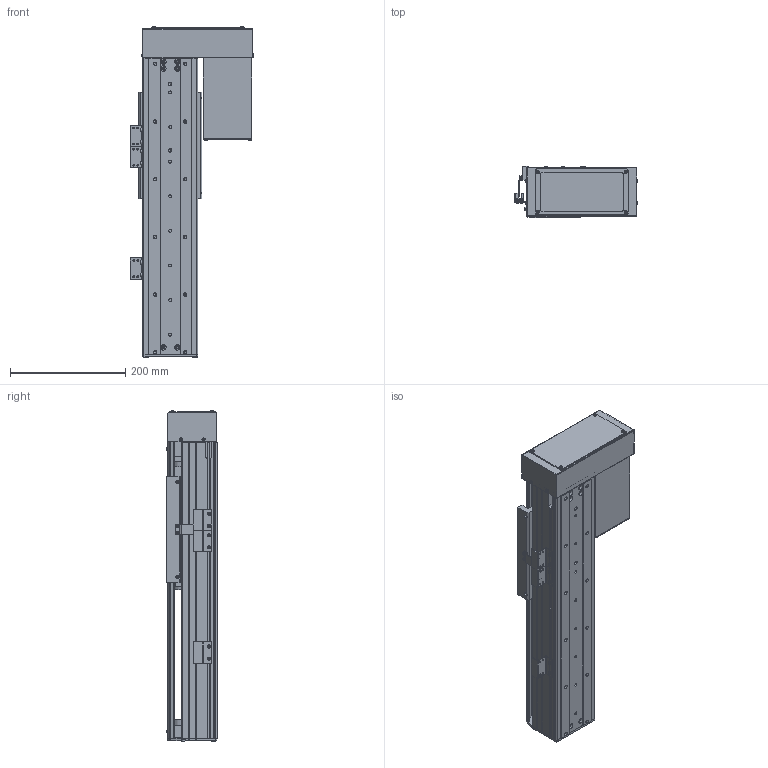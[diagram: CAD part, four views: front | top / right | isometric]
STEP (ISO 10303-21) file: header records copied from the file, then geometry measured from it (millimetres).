
FILE_DESCRIPTION (( 'STEP AP203' ), '1' );
FILE_NAME ('HT090-XX1-PR-200-XX-SL-OF.STEP', '2020-07-31T07:45:25', ( '彌營遵' ), ( '' ), 'SwSTEP 2.0', 'SolidWorks 2013', '' );
FILE_SCHEMA (( 'CONFIG_CONTROL_DESIGN' ));
Length unit declared in the file: millimetre
Products named in the file (31): EE-SX-674_ル遽; 唯衛璽(p); HR090滲唳CARRIER(偃摹)(x); SNESOR DOG HR095; socket head cap screw_ks_KS 1003 - M3 x 5 x 5-N; TENSION PLATE(p); HR090滲唳END COVER(x); spring lock washer_ks_KS 1324 - M3; MOTOR COVER(p); HRbearing cap(x); HR090_SENSOR DOG(ASSY); MOTOR COVER C(p); 煽溺滲唳b.h(堅薑)-1(p); HT090 BASE P-X蹴; socket head cap screw_ks_KS 1003 - M4 x 10 x 10-N; pan cross head_ks_KS 1023 PC- M3 x 5-N; HR0901(x)-200; HR0902(x); HT090-XX1-PR-200-XX-SL-OF; hg-kr23_; HR090滲唳upper cover-6(x)P-200; HR090ballnut(x); socket head cap screw_ks_KS 1003 - M3 x 10 x 10-N; FRONT PLATE ASSY(PR); FRONT PLATE(p)-1; HR090damper(x); SENSOR_2; HR奢辨 SENSOR BRK; F.P.C(p); HR090滲唳b.h(雖雖)-1(x); SENSOR_1
Assembly tree (62 placements, depth 3):
  HT090-XX1-PR-200-XX-SL-OF
    HT090 BASE P-X蹴
    HR0902(x)  x2
    HR090ballnut(x)
    HR090damper(x)  x2
    HR090滲唳b.h(雖雖)-1(x)
    HR090滲唳CARRIER(偃摹)(x)
    HR090滲唳END COVER(x)
    HRbearing cap(x)
    煽溺滲唳b.h(堅薑)-1(p)
    HR0901(x)-200
    HR090滲唳upper cover-6(x)P-200
    FRONT PLATE ASSY(PR)
      FRONT PLATE(p)-1
      F.P.C(p)
      唯衛璽(p)
      TENSION PLATE(p)
      MOTOR COVER(p)
      MOTOR COVER C(p)
      pan cross head_ks_KS 1023 PC- M3 x 5-N  x12
      hg-kr23_
    SENSOR_2  x2
      HR奢辨 SENSOR BRK
      EE-SX-674_ル遽
      socket head cap screw_ks_KS 1003 - M3 x 5 x 5-N
      socket head cap screw_ks_KS 1003 - M3 x 10 x 10-N
    SENSOR_1
      socket head cap screw_ks_KS 1003 - M3 x 5 x 5-N  x2
      socket head cap screw_ks_KS 1003 - M3 x 10 x 10-N  x2
      HR奢辨 SENSOR BRK
      EE-SX-674_ル遽
    HR090_SENSOR DOG(ASSY)
      SNESOR DOG HR095
      spring lock washer_ks_KS 1324 - M3  x2
      socket head cap screw_ks_KS 1003 - M3 x 5 x 5-N  x2
    pan cross head_ks_KS 1023 PC- M3 x 5-N  x4
    socket head cap screw_ks_KS 1003 - M4 x 10 x 10-N  x2
    socket head cap screw_ks_KS 1003 - M3 x 5 x 5-N  x2
Bounding box: 214.45 x 89 x 573.15 mm (x, y, z)
Volume: 2485328.1 mm3; surface area: 948143 mm2
Topology: 63 solids, 63 shells, 3360 faces, 8639 edges, 5415 vertices
Faces by surface type: plane 1647, cylinder 1081, cone 396, torus 172, bspline 32, sphere 32
Entity records: 67420 total; most frequent: CARTESIAN_POINT 12178, DIRECTION 11015, ORIENTED_EDGE 10434, EDGE_CURVE 5217, AXIS2_PLACEMENT_3D 3978, VERTEX_POINT 3401, VECTOR 3059, LINE 3059
